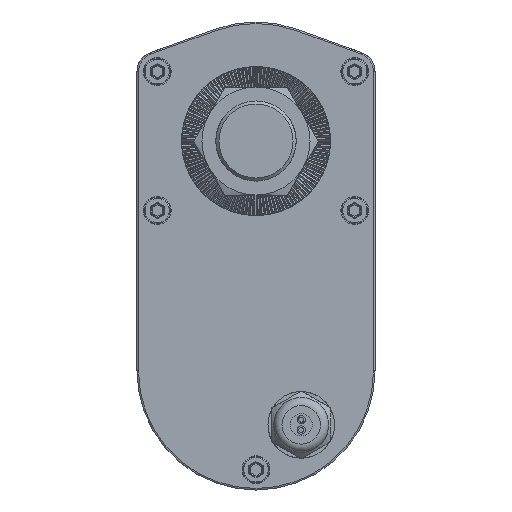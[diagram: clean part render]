
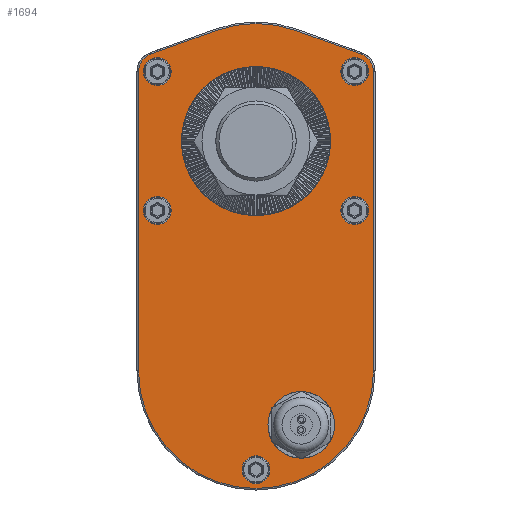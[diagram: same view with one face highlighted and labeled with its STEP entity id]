
A CAD part, front view. The second image highlights one B-rep face of the part: STEP entity #1694.
In plain terms, the highlighted planar face has unit normal (0, -1, 0).
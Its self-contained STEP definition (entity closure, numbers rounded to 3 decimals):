
#1694 = ADVANCED_FACE( '', ( #3959, #3960, #3961, #3962, #3963, #3964, #3965, #3966 ), #3967, .T. );
#3959 = FACE_BOUND( '', #9119, .T. );
#3960 = FACE_BOUND( '', #9120, .T. );
#3961 = FACE_BOUND( '', #9121, .T. );
#3962 = FACE_BOUND( '', #9122, .T. );
#3963 = FACE_BOUND( '', #9123, .T. );
#3964 = FACE_BOUND( '', #9124, .T. );
#3965 = FACE_OUTER_BOUND( '', #9125, .T. );
#3966 = FACE_BOUND( '', #9126, .T. );
#3967 = PLANE( '', #9127 );
#9119 = EDGE_LOOP( '', ( #17625 ) );
#9120 = EDGE_LOOP( '', ( #17626 ) );
#9121 = EDGE_LOOP( '', ( #17627 ) );
#9122 = EDGE_LOOP( '', ( #17628 ) );
#9123 = EDGE_LOOP( '', ( #17629 ) );
#9124 = EDGE_LOOP( '', ( #17630 ) );
#9125 = EDGE_LOOP( '', ( #17631, #17632, #17633, #17634, #17635, #17636, #17637, #17638 ) );
#9126 = EDGE_LOOP( '', ( #17639 ) );
#9127 = AXIS2_PLACEMENT_3D( '', #17640, #17641, #17642 );
#17625 = ORIENTED_EDGE( '', *, *, #24185, .F. );
#17626 = ORIENTED_EDGE( '', *, *, #23429, .T. );
#17627 = ORIENTED_EDGE( '', *, *, #23137, .T. );
#17628 = ORIENTED_EDGE( '', *, *, #24186, .T. );
#17629 = ORIENTED_EDGE( '', *, *, #23106, .T. );
#17630 = ORIENTED_EDGE( '', *, *, #24187, .T. );
#17631 = ORIENTED_EDGE( '', *, *, #23544, .T. );
#17632 = ORIENTED_EDGE( '', *, *, #24188, .T. );
#17633 = ORIENTED_EDGE( '', *, *, #23896, .T. );
#17634 = ORIENTED_EDGE( '', *, *, #24189, .T. );
#17635 = ORIENTED_EDGE( '', *, *, #24190, .T. );
#17636 = ORIENTED_EDGE( '', *, *, #24191, .T. );
#17637 = ORIENTED_EDGE( '', *, *, #24192, .T. );
#17638 = ORIENTED_EDGE( '', *, *, #24193, .T. );
#17639 = ORIENTED_EDGE( '', *, *, #22325, .F. );
#17640 = CARTESIAN_POINT( '', ( 0., 24.5, -74.5 ) );
#17641 = DIRECTION( '', ( 0., -1., 0. ) );
#17642 = DIRECTION( '', ( 0., 0., -1. ) );
#22325 = EDGE_CURVE( '', #25496, #25496, #25497, .T. );
#23106 = EDGE_CURVE( '', #26926, #26926, #26927, .T. );
#23137 = EDGE_CURVE( '', #26983, #26983, #26984, .T. );
#23429 = EDGE_CURVE( '', #27451, #27451, #27452, .T. );
#23544 = EDGE_CURVE( '', #27622, #27626, #27628, .T. );
#23896 = EDGE_CURVE( '', #28132, #28130, #28133, .T. );
#24185 = EDGE_CURVE( '', #28536, #28536, #28537, .T. );
#24186 = EDGE_CURVE( '', #28538, #28538, #28539, .T. );
#24187 = EDGE_CURVE( '', #28540, #28540, #28541, .T. );
#24188 = EDGE_CURVE( '', #27626, #28132, #28542, .T. );
#24189 = EDGE_CURVE( '', #28130, #28543, #28544, .T. );
#24190 = EDGE_CURVE( '', #28543, #28545, #28546, .T. );
#24191 = EDGE_CURVE( '', #28545, #28547, #28548, .T. );
#24192 = EDGE_CURVE( '', #28547, #28549, #28550, .T. );
#24193 = EDGE_CURVE( '', #28549, #27622, #28551, .T. );
#25496 = VERTEX_POINT( '', #30083 );
#25497 = CIRCLE( '', #30084, 24.1 );
#26926 = VERTEX_POINT( '', #32408 );
#26927 = CIRCLE( '', #32409, 4.5 );
#26983 = VERTEX_POINT( '', #32581 );
#26984 = CIRCLE( '', #32582, 4.5 );
#27451 = VERTEX_POINT( '', #33755 );
#27452 = CIRCLE( '', #33756, 4.5 );
#27622 = VERTEX_POINT( '', #34221 );
#27626 = VERTEX_POINT( '', #34225 );
#27628 = CIRCLE( '', #34227, 6.08 );
#28130 = VERTEX_POINT( '', #35327 );
#28132 = VERTEX_POINT( '', #35329 );
#28133 = CIRCLE( '', #35330, 38.08 );
#28536 = VERTEX_POINT( '', #36487 );
#28537 = CIRCLE( '', #36488, 7.875 );
#28538 = VERTEX_POINT( '', #36489 );
#28539 = CIRCLE( '', #36490, 4.5 );
#28540 = VERTEX_POINT( '', #36491 );
#28541 = CIRCLE( '', #36492, 4.5 );
#28542 = LINE( '', #36493, #36494 );
#28543 = VERTEX_POINT( '', #36495 );
#28544 = LINE( '', #36496, #36497 );
#28545 = VERTEX_POINT( '', #36498 );
#28546 = CIRCLE( '', #36499, 6.08 );
#28547 = VERTEX_POINT( '', #36500 );
#28548 = LINE( '', #36501, #36502 );
#28549 = VERTEX_POINT( '', #36503 );
#28550 = CIRCLE( '', #36504, 38.08 );
#28551 = LINE( '', #36505, #36506 );
#30083 = CARTESIAN_POINT( '', ( 0., 24.5, -24.1 ) );
#30084 = AXIS2_PLACEMENT_3D( '', #39675, #39676, #39677 );
#32408 = CARTESIAN_POINT( '', ( 0., 24.5, -111. ) );
#32409 = AXIS2_PLACEMENT_3D( '', #41182, #41183, #41184 );
#32581 = CARTESIAN_POINT( '', ( 32., 24.5, -27. ) );
#32582 = AXIS2_PLACEMENT_3D( '', #41214, #41215, #41216 );
#33755 = CARTESIAN_POINT( '', ( 32., 24.5, 18. ) );
#33756 = AXIS2_PLACEMENT_3D( '', #41497, #41498, #41499 );
#34221 = CARTESIAN_POINT( '', ( 38.08, 24.5, 22.46 ) );
#34225 = CARTESIAN_POINT( '', ( 34.067, 24.5, 28.178 ) );
#34227 = AXIS2_PLACEMENT_3D( '', #41615, #41616, #41617 );
#35327 = CARTESIAN_POINT( '', ( -12.944, 24.5, 35.813 ) );
#35329 = CARTESIAN_POINT( '', ( 12.944, 24.5, 35.813 ) );
#35330 = AXIS2_PLACEMENT_3D( '', #41918, #41919, #41920 );
#36487 = CARTESIAN_POINT( '', ( 14.66, 24.5, -99.845 ) );
#36488 = AXIS2_PLACEMENT_3D( '', #42171, #42172, #42173 );
#36489 = CARTESIAN_POINT( '', ( -32., 24.5, -27. ) );
#36490 = AXIS2_PLACEMENT_3D( '', #42174, #42175, #42176 );
#36491 = CARTESIAN_POINT( '', ( -32., 24.5, 18. ) );
#36492 = AXIS2_PLACEMENT_3D( '', #42177, #42178, #42179 );
#36493 = CARTESIAN_POINT( '', ( 36.76, 24.5, 27.204 ) );
#36494 = VECTOR( '', #42180, 1000. );
#36495 = CARTESIAN_POINT( '', ( -34.067, 24.5, 28.178 ) );
#36496 = CARTESIAN_POINT( '', ( -36.76, 24.5, 27.204 ) );
#36497 = VECTOR( '', #42181, 1000. );
#36498 = CARTESIAN_POINT( '', ( -38.08, 24.5, 22.46 ) );
#36499 = AXIS2_PLACEMENT_3D( '', #42182, #42183, #42184 );
#36500 = CARTESIAN_POINT( '', ( -38.08, 24.5, -74.5 ) );
#36501 = CARTESIAN_POINT( '', ( -38.08, 24.5, -74.5 ) );
#36502 = VECTOR( '', #42185, 1000. );
#36503 = CARTESIAN_POINT( '', ( 38.08, 24.5, -74.5 ) );
#36504 = AXIS2_PLACEMENT_3D( '', #42186, #42187, #42188 );
#36505 = CARTESIAN_POINT( '', ( 38.08, 24.5, -74.5 ) );
#36506 = VECTOR( '', #42189, 1000. );
#39675 = CARTESIAN_POINT( '', ( 0., 24.5, 0. ) );
#39676 = DIRECTION( '', ( 0., -1., 0. ) );
#39677 = DIRECTION( '', ( 0., 0., -1. ) );
#41182 = CARTESIAN_POINT( '', ( 0., 24.5, -106.5 ) );
#41183 = DIRECTION( '', ( 0., 1., 0. ) );
#41184 = DIRECTION( '', ( 0., 0., -1. ) );
#41214 = CARTESIAN_POINT( '', ( 32., 24.5, -22.5 ) );
#41215 = DIRECTION( '', ( 0., 1., 0. ) );
#41216 = DIRECTION( '', ( 0., 0., -1. ) );
#41497 = CARTESIAN_POINT( '', ( 32., 24.5, 22.5 ) );
#41498 = DIRECTION( '', ( 0., 1., 0. ) );
#41499 = DIRECTION( '', ( 0., 0., -1. ) );
#41615 = CARTESIAN_POINT( '', ( 32., 24.5, 22.46 ) );
#41616 = DIRECTION( '', ( 0., -1., 0. ) );
#41617 = DIRECTION( '', ( 0., 0., -1. ) );
#41918 = CARTESIAN_POINT( '', ( 0., 24.5, 0. ) );
#41919 = DIRECTION( '', ( 0., -1., 0. ) );
#41920 = DIRECTION( '', ( 0., 0., -1. ) );
#42171 = CARTESIAN_POINT( '', ( 14.66, 24.5, -91.97 ) );
#42172 = DIRECTION( '', ( 0., -1., 0. ) );
#42173 = DIRECTION( '', ( 0., 0., -1. ) );
#42174 = CARTESIAN_POINT( '', ( -32., 24.5, -22.5 ) );
#42175 = DIRECTION( '', ( 0., 1., 0. ) );
#42176 = DIRECTION( '', ( 0., 0., -1. ) );
#42177 = CARTESIAN_POINT( '', ( -32., 24.5, 22.5 ) );
#42178 = DIRECTION( '', ( 0., 1., 0. ) );
#42179 = DIRECTION( '', ( 0., 0., -1. ) );
#42180 = DIRECTION( '', ( -0.94, 0., 0.34 ) );
#42181 = DIRECTION( '', ( -0.94, 0., -0.34 ) );
#42182 = CARTESIAN_POINT( '', ( -32., 24.5, 22.46 ) );
#42183 = DIRECTION( '', ( 0., -1., 0. ) );
#42184 = DIRECTION( '', ( 0., 0., -1. ) );
#42185 = DIRECTION( '', ( 0., 0., -1. ) );
#42186 = CARTESIAN_POINT( '', ( 0., 24.5, -74.5 ) );
#42187 = DIRECTION( '', ( 0., -1., 0. ) );
#42188 = DIRECTION( '', ( 0., 0., -1. ) );
#42189 = DIRECTION( '', ( 0., 0., 1. ) );
